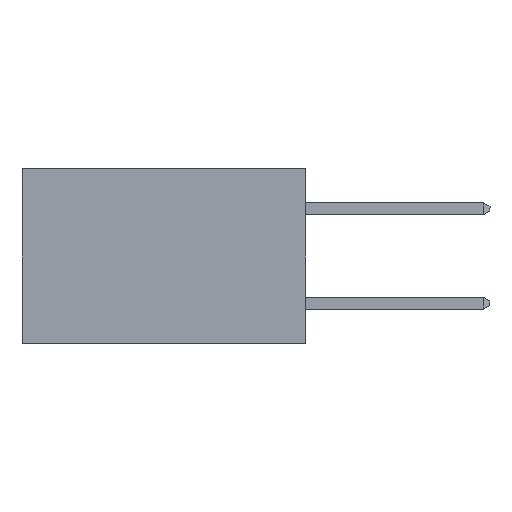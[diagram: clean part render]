
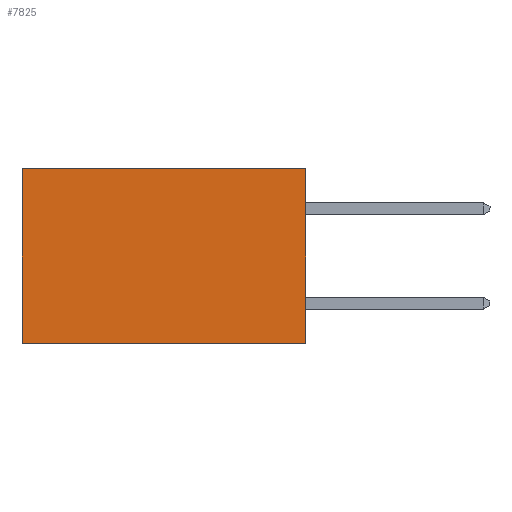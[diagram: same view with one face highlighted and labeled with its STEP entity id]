
A CAD part, left-side view. The second image highlights one B-rep face of the part: STEP entity #7825.
In plain terms, the highlighted planar face has unit normal (-1, 0, 0).
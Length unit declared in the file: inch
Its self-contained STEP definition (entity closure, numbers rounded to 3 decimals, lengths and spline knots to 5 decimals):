
#131 = VECTOR ( 'NONE', #6964, 39.37008 ) ;
#440 = VECTOR ( 'NONE', #6395, 39.37008 ) ;
#679 = ORIENTED_EDGE ( 'NONE', *, *, #4294, .F. ) ;
#687 = CARTESIAN_POINT ( 'NONE',  ( 0.2615, 0., -0.37 ) ) ;
#1003 = VERTEX_POINT ( 'NONE', #3864 ) ;
#1183 = VERTEX_POINT ( 'NONE', #5588 ) ;
#2214 = DIRECTION ( 'NONE',  ( 1., 0., 0. ) ) ;
#2654 = VECTOR ( 'NONE', #8113, 39.37008 ) ;
#2821 = CARTESIAN_POINT ( 'NONE',  ( 0.2615, 0., -0.37 ) ) ;
#2863 = VECTOR ( 'NONE', #4436, 39.37008 ) ;
#2917 = ORIENTED_EDGE ( 'NONE', *, *, #6127, .F. ) ;
#2933 = DIRECTION ( 'NONE',  ( 0., 0., -1. ) ) ;
#2945 = EDGE_LOOP ( 'NONE', ( #7056, #679, #2917, #4728 ) ) ;
#2992 = LINE ( 'NONE', #9365, #2654 ) ;
#3223 = LINE ( 'NONE', #7233, #440 ) ;
#3301 = VERTEX_POINT ( 'NONE', #3898 ) ;
#3795 = AXIS2_PLACEMENT_3D ( 'NONE', #687, #2214, #2933 ) ;
#3864 = CARTESIAN_POINT ( 'NONE',  ( 0.2615, 0.6, 0. ) ) ;
#3886 = FACE_OUTER_BOUND ( 'NONE', #2945, .T. ) ;
#3898 = CARTESIAN_POINT ( 'NONE',  ( 0.2615, 0., 0. ) ) ;
#4294 = EDGE_CURVE ( 'NONE', #7179, #1183, #3223, .T. ) ;
#4436 = DIRECTION ( 'NONE',  ( 0., 0., -1. ) ) ;
#4728 = ORIENTED_EDGE ( 'NONE', *, *, #9093, .T. ) ;
#5195 = CARTESIAN_POINT ( 'NONE',  ( 0.2615, 0., 0. ) ) ;
#5588 = CARTESIAN_POINT ( 'NONE',  ( 0.2615, 0.6, -0.37 ) ) ;
#5704 = LINE ( 'NONE', #2821, #2863 ) ;
#6127 = EDGE_CURVE ( 'NONE', #3301, #7179, #5704, .T. ) ;
#6395 = DIRECTION ( 'NONE',  ( 0., 1., 0. ) ) ;
#6964 = DIRECTION ( 'NONE',  ( 0., 1., 0. ) ) ;
#7056 = ORIENTED_EDGE ( 'NONE', *, *, #7874, .T. ) ;
#7179 = VERTEX_POINT ( 'NONE', #7955 ) ;
#7233 = CARTESIAN_POINT ( 'NONE',  ( 0.2615, 0., -0.37 ) ) ;
#7551 = LINE ( 'NONE', #5195, #131 ) ;
#7825 = ADVANCED_FACE ( 'NONE', ( #3886 ), #7846, .F. ) ;
#7846 = PLANE ( 'NONE',  #3795 ) ;
#7874 = EDGE_CURVE ( 'NONE', #1003, #1183, #2992, .T. ) ;
#7955 = CARTESIAN_POINT ( 'NONE',  ( 0.2615, 0., -0.37 ) ) ;
#8113 = DIRECTION ( 'NONE',  ( 0., 0., -1. ) ) ;
#9093 = EDGE_CURVE ( 'NONE', #3301, #1003, #7551, .T. ) ;
#9365 = CARTESIAN_POINT ( 'NONE',  ( 0.2615, 0.6, -0.37 ) ) ;
